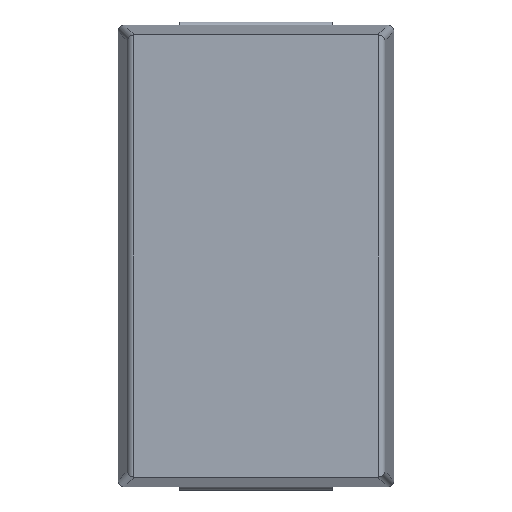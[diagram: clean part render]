
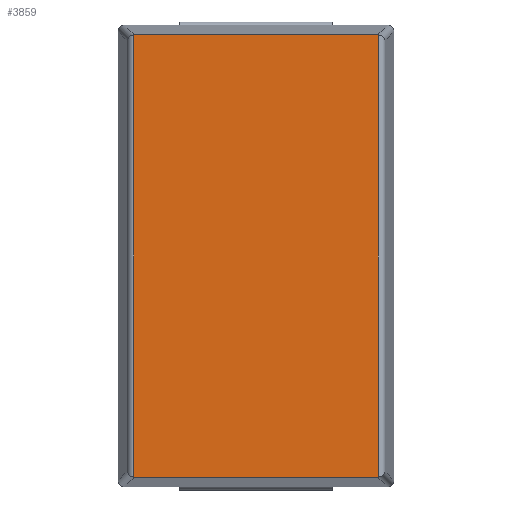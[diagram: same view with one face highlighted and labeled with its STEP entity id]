
A CAD part, front view. The second image highlights one B-rep face of the part: STEP entity #3859.
In plain terms, the highlighted planar face has unit normal (0, -1, 0).
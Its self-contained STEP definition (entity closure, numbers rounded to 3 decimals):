
#59=DIRECTION('NONE',(-0.0,-0.0,1.0));
#85=CARTESIAN_POINT('NONE',(-1.903,-1.23,-3.449));
#123=VECTOR('NONE',#2860,1000.0);
#164=CARTESIAN_POINT('NONE',(1.9,-1.23,3.449));
#192=CARTESIAN_POINT('NONE',(1.911,-1.23,-3.448));
#263=CARTESIAN_POINT('NONE',(1.911,-1.23,3.448));
#280=EDGE_CURVE('NONE',#1535,#653,#2602,.T.);
#294=ORIENTED_EDGE('NONE',*,*,#1735,.T.);
#314=VECTOR('NONE',#2970,1000.0);
#318=ORIENTED_EDGE('NONE',*,*,#3813,.T.);
#350=CARTESIAN_POINT('NONE',(-1.911,-1.23,-3.448));
#366=EDGE_CURVE('NONE',#1378,#2093,#2466,.T.);
#418=CARTESIAN_POINT('NONE',(1.9,-1.23,-3.449));
#436=CARTESIAN_POINT('NONE',(1.907,-1.23,-3.449));
#459=CARTESIAN_POINT('NONE',(1.903,-1.23,-3.449));
#466=VECTOR('NONE',#59,1000.0);
#467=EDGE_CURVE('NONE',#2093,#2106,#3401,.T.);
#653=VERTEX_POINT('NONE',#192);
#706=CARTESIAN_POINT('NONE',(-1.907,-1.23,-3.449));
#774=CARTESIAN_POINT('NONE',(1.911,-1.23,-3.448));
#812=ORIENTED_EDGE('NONE',*,*,#467,.T.);
#875=CARTESIAN_POINT('NONE',(-1.911,-1.23,3.448));
#909=EDGE_CURVE('NONE',#1378,#2821,#3147,.T.);
#1014=EDGE_CURVE('NONE',#1535,#2506,#3623,.T.);
#1025=CARTESIAN_POINT('NONE',(-1.9,-1.23,3.449));
#1049=CARTESIAN_POINT('NONE',(1.911,-1.23,3.449));
#1180=CARTESIAN_POINT('NONE',(-1.9,-1.23,-3.449));
#1261=ORIENTED_EDGE('NONE',*,*,#366,.T.);
#1293=CARTESIAN_POINT('NONE',(0.0,-1.23,3.449));
#1378=VERTEX_POINT('NONE',#2390);
#1425=VERTEX_POINT('NONE',#263);
#1431=CARTESIAN_POINT('NONE',(0.0,-1.23,-3.449));
#1535=VERTEX_POINT('NONE',#2679);
#1652=PLANE('NONE',#2409);
#1669=DIRECTION('NONE',(0.0,1.0,0.0));
#1693=CARTESIAN_POINT('NONE',(-1.911,-1.23,3.448));
#1710=DIRECTION('NONE',(0.0,-0.0,1.0));
#1731=(BOUNDED_CURVE()B_SPLINE_CURVE(3,(#3864,#2593,#2024,#2616),.UNSPECIFIED.,.F.,
     .F.)B_SPLINE_CURVE_WITH_KNOTS((4,4),(0.671,0.778),
     .UNSPECIFIED.)CURVE()GEOMETRIC_REPRESENTATION_ITEM()RATIONAL_B_SPLINE_CURVE(
     (1.0,0.999,0.999,1.0))REPRESENTATION_ITEM(''));
#1735=EDGE_CURVE('NONE',#1425,#2821,#1731,.T.);
#1901=CARTESIAN_POINT('NONE',(-1.9,-1.23,-3.449));
#1931=LINE('NONE',#1049,#466);
#2024=CARTESIAN_POINT('NONE',(1.903,-1.23,3.449));
#2093=VERTEX_POINT('NONE',#1693);
#2106=VERTEX_POINT('NONE',#2755);
#2124=CARTESIAN_POINT('NONE',(-1.903,-1.23,3.449));
#2126=EDGE_LOOP('NONE',(#2516,#3459,#318,#294,#2887,#1261,#812,#3343));
#2390=CARTESIAN_POINT('NONE',(-1.9,-1.23,3.449));
#2398=CARTESIAN_POINT('NONE',(-1.911,-1.23,-3.449));
#2409=AXIS2_PLACEMENT_3D('NONE',#3244,#1669,#1710);
#2466=(BOUNDED_CURVE()B_SPLINE_CURVE(3,(#1025,#2124,#3704,#875),.UNSPECIFIED.,.F.,
     .F.)B_SPLINE_CURVE_WITH_KNOTS((4,4),(5.505,5.613),.UNSPECIFIED.)
     CURVE()GEOMETRIC_REPRESENTATION_ITEM()RATIONAL_B_SPLINE_CURVE((1.0,0.999,
     0.999,1.0))REPRESENTATION_ITEM(''));
#2506=VERTEX_POINT('NONE',#1180);
#2516=ORIENTED_EDGE('NONE',*,*,#1014,.F.);
#2560=FACE_OUTER_BOUND('NONE',#2126,.T.);
#2593=CARTESIAN_POINT('NONE',(1.907,-1.23,3.449));
#2602=(BOUNDED_CURVE()B_SPLINE_CURVE(3,(#418,#459,#436,#774),.UNSPECIFIED.,.F.,.F.)
     B_SPLINE_CURVE_WITH_KNOTS((4,4),(5.505,5.613),.UNSPECIFIED.)
     CURVE()GEOMETRIC_REPRESENTATION_ITEM()RATIONAL_B_SPLINE_CURVE((1.0,0.999,
     0.999,1.0))REPRESENTATION_ITEM(''));
#2616=CARTESIAN_POINT('NONE',(1.9,-1.23,3.449));
#2679=CARTESIAN_POINT('NONE',(1.9,-1.23,-3.449));
#2739=DIRECTION('NONE',(0.0,-0.0,-1.0));
#2755=CARTESIAN_POINT('NONE',(-1.911,-1.23,-3.448));
#2821=VERTEX_POINT('NONE',#164);
#2826=VECTOR('NONE',#2739,1000.0);
#2860=DIRECTION('NONE',(1.0,0.0,-0.0));
#2887=ORIENTED_EDGE('NONE',*,*,#909,.F.);
#2966=(BOUNDED_CURVE()B_SPLINE_CURVE(3,(#350,#706,#85,#1901),.UNSPECIFIED.,.F.,.T.)
     B_SPLINE_CURVE_WITH_KNOTS((4,4),(0.671,0.778),.UNSPECIFIED.)
     CURVE()GEOMETRIC_REPRESENTATION_ITEM()RATIONAL_B_SPLINE_CURVE((1.0,0.999,
     0.999,1.0))REPRESENTATION_ITEM(''));
#2970=DIRECTION('NONE',(-1.0,0.0,0.0));
#3147=LINE('NONE',#1293,#123);
#3244=CARTESIAN_POINT('NONE',(0.0,-1.23,0.0));
#3343=ORIENTED_EDGE('NONE',*,*,#3532,.T.);
#3401=LINE('NONE',#2398,#2826);
#3459=ORIENTED_EDGE('NONE',*,*,#280,.T.);
#3532=EDGE_CURVE('NONE',#2106,#2506,#2966,.T.);
#3623=LINE('NONE',#1431,#314);
#3704=CARTESIAN_POINT('NONE',(-1.907,-1.23,3.449));
#3813=EDGE_CURVE('NONE',#653,#1425,#1931,.T.);
#3859=ADVANCED_FACE('NONE',(#2560),#1652,.F.);
#3864=CARTESIAN_POINT('NONE',(1.911,-1.23,3.448));
